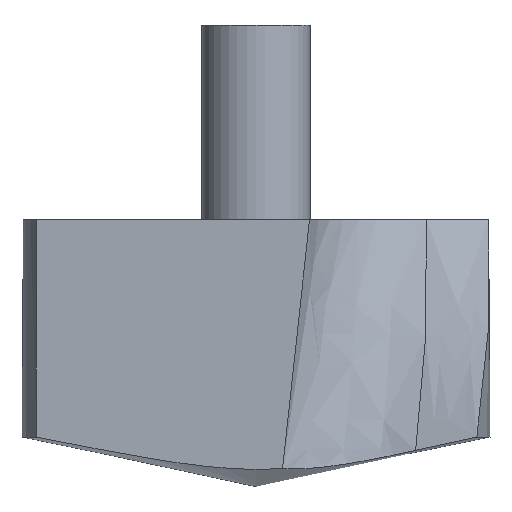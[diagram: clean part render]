
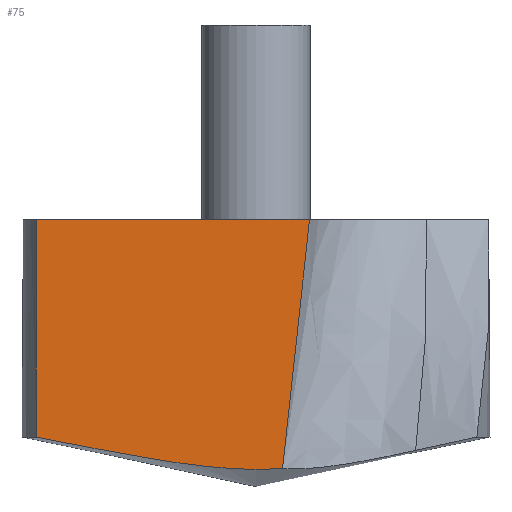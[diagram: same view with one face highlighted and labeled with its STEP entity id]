
A CAD part, front view. The second image highlights one B-rep face of the part: STEP entity #75.
In plain terms, the highlighted planar face has unit normal (0, -1, 0).
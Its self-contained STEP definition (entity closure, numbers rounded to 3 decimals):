
#49=FACE_OUTER_BOUND('',#90,.T.);
#53=PLANE('',#255);
#58=LINE('',#380,#62);
#60=LINE('',#1015,#64);
#62=VECTOR('',#276,1.);
#64=VECTOR('',#284,1.);
#75=ADVANCED_FACE('',(#49),#53,.T.);
#90=EDGE_LOOP('',(#142,#143,#144,#145));
#142=ORIENTED_EDGE('',*,*,#171,.T.);
#143=ORIENTED_EDGE('',*,*,#154,.T.);
#144=ORIENTED_EDGE('',*,*,#173,.T.);
#145=ORIENTED_EDGE('',*,*,#163,.T.);
#154=EDGE_CURVE('',#189,#188,#228,.T.);
#163=EDGE_CURVE('',#198,#197,#58,.T.);
#171=EDGE_CURVE('',#197,#189,#60,.T.);
#173=EDGE_CURVE('',#188,#198,#237,.T.);
#188=VERTEX_POINT('',#336);
#189=VERTEX_POINT('',#343);
#197=VERTEX_POINT('',#379);
#198=VERTEX_POINT('',#381);
#228=B_SPLINE_CURVE_WITH_KNOTS('',3,(#337,#338,#339,#340,#341,#342),
 .UNSPECIFIED.,.F.,.F.,(4,2,4),(0.,0.5,1.),.UNSPECIFIED.);
#237=B_SPLINE_CURVE_WITH_KNOTS('',3,(#1021,#1022,#1023,#1024),
 .UNSPECIFIED.,.F.,.F.,(4,4),(0.,1.),.UNSPECIFIED.);
#255=AXIS2_PLACEMENT_3D('',#2165,#293,#294);
#276=DIRECTION('',(-1.,0.,0.));
#284=DIRECTION('',(0.,0.,-1.));
#293=DIRECTION('',(0.,-1.,0.));
#294=DIRECTION('',(0.,0.,-1.));
#336=CARTESIAN_POINT('',(1.174,-3.585,-11.001));
#337=CARTESIAN_POINT('',(-9.709,-3.585,-9.609));
#338=CARTESIAN_POINT('',(-7.912,-3.585,-9.966));
#339=CARTESIAN_POINT('',(-6.113,-3.585,-10.32));
#340=CARTESIAN_POINT('',(-2.5,-3.585,-10.908));
#341=CARTESIAN_POINT('',(-0.657,-3.585,-11.122));
#342=CARTESIAN_POINT('',(1.174,-3.585,-11.001));
#343=CARTESIAN_POINT('',(-9.709,-3.585,-9.609));
#379=CARTESIAN_POINT('',(-9.709,-3.585,0.));
#380=CARTESIAN_POINT('',(2.4,-3.585,0.));
#381=CARTESIAN_POINT('',(2.367,-3.585,0.));
#1015=CARTESIAN_POINT('',(-9.709,-3.585,0.));
#1021=CARTESIAN_POINT('',(1.174,-3.585,-11.001));
#1022=CARTESIAN_POINT('',(1.486,-3.585,-7.325));
#1023=CARTESIAN_POINT('',(1.878,-3.585,-3.657));
#1024=CARTESIAN_POINT('',(2.367,-3.585,0.));
#2165=CARTESIAN_POINT('',(0.,-3.585,0.));
